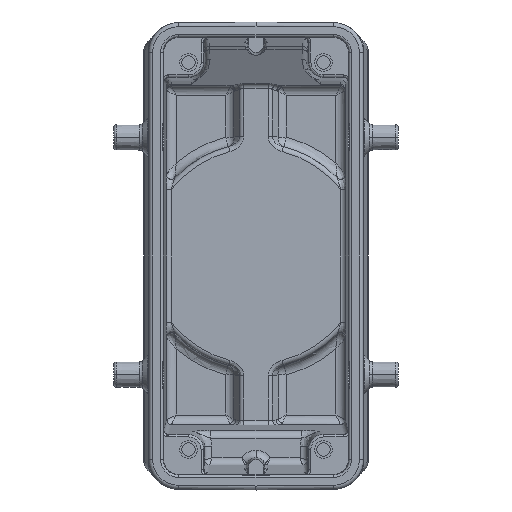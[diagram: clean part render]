
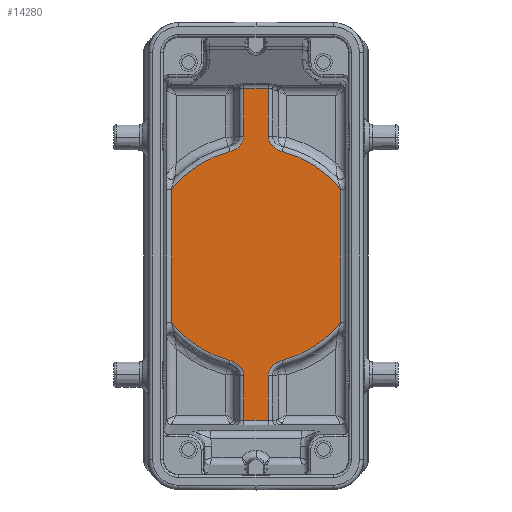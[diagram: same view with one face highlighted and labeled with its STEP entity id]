
A CAD part, front view. The second image highlights one B-rep face of the part: STEP entity #14280.
In plain terms, the highlighted planar face has unit normal (0, -1, 0).
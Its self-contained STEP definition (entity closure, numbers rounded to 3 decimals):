
#1283=DIRECTION('',(1.,0.,0.));
#1284=VECTOR('',#1283,4.93);
#1285=CARTESIAN_POINT('',(-2.465,15.415,33.528));
#1286=LINE('',#1285,#1284);
#1519=CARTESIAN_POINT('',(16.978,15.415,13.274));
#1556=DIRECTION('',(0.,0.,-1.));
#1557=VECTOR('',#1556,9.569);
#1558=CARTESIAN_POINT('',(2.465,15.415,33.528));
#1559=LINE('',#1558,#1557);
#1574=CARTESIAN_POINT('',(-5.238,15.415,
-20.905));
#1575=CARTESIAN_POINT('',(-5.057,15.415,
-20.95));
#1576=CARTESIAN_POINT('',(-4.705,15.415,
-21.062));
#1577=CARTESIAN_POINT('',(-4.289,15.415,
-21.256));
#1578=CARTESIAN_POINT('',(-3.971,15.415,
-21.445));
#1579=CARTESIAN_POINT('',(-3.742,15.415,
-21.605));
#1580=CARTESIAN_POINT('',(-3.526,15.415,
-21.779));
#1581=CARTESIAN_POINT('',(-3.325,15.415,
-21.969));
#1582=CARTESIAN_POINT('',(-3.139,15.415,
-22.175));
#1583=CARTESIAN_POINT('',(-2.969,15.415,
-22.398));
#1584=CARTESIAN_POINT('',(-2.821,15.415,
-22.634));
#1585=CARTESIAN_POINT('',(-2.654,15.415,
-22.962));
#1586=CARTESIAN_POINT('',(-2.505,15.415,
-23.409));
#1587=CARTESIAN_POINT('',(-2.465,15.415,
-23.775));
#1588=CARTESIAN_POINT('',(-2.465,15.415,
-23.96));
#1590=CARTESIAN_POINT('',(0.,15.415,0.));
#1591=DIRECTION('',(0.,-1.,0.));
#1592=DIRECTION('',(-0.788,0.,-0.616));
#1593=AXIS2_PLACEMENT_3D('',#1590,#1591,#1592);
#1595=CARTESIAN_POINT('',(0.,15.415,0.));
#1596=DIRECTION('',(0.,-1.,0.));
#1597=DIRECTION('',(-0.243,0.,0.97));
#1598=AXIS2_PLACEMENT_3D('',#1595,#1596,#1597);
#1600=CARTESIAN_POINT('',(-2.465,15.415,23.96));
#1601=CARTESIAN_POINT('',(-2.465,15.415,23.773));
#1602=CARTESIAN_POINT('',(-2.506,15.415,23.408));
#1603=CARTESIAN_POINT('',(-2.683,15.415,22.875));
#1604=CARTESIAN_POINT('',(-2.911,15.415,22.474));
#1605=CARTESIAN_POINT('',(-3.137,15.415,22.178));
#1606=CARTESIAN_POINT('',(-3.385,15.415,21.902));
#1607=CARTESIAN_POINT('',(-3.734,15.415,21.598));
#1608=CARTESIAN_POINT('',(-4.202,15.415,21.297));
#1609=CARTESIAN_POINT('',(-4.705,15.415,21.062));
#1610=CARTESIAN_POINT('',(-5.058,15.415,20.95));
#1611=CARTESIAN_POINT('',(-5.238,15.415,20.905));
#1613=CARTESIAN_POINT('',(5.238,15.415,20.905));
#1614=CARTESIAN_POINT('',(5.057,15.415,20.95));
#1615=CARTESIAN_POINT('',(4.705,15.415,21.062));
#1616=CARTESIAN_POINT('',(4.289,15.415,21.256));
#1617=CARTESIAN_POINT('',(3.971,15.415,21.445));
#1618=CARTESIAN_POINT('',(3.742,15.415,21.605));
#1619=CARTESIAN_POINT('',(3.526,15.415,21.779));
#1620=CARTESIAN_POINT('',(3.325,15.415,21.969));
#1621=CARTESIAN_POINT('',(3.139,15.415,22.175));
#1622=CARTESIAN_POINT('',(2.969,15.415,22.398));
#1623=CARTESIAN_POINT('',(2.821,15.415,22.634));
#1624=CARTESIAN_POINT('',(2.654,15.415,22.962));
#1625=CARTESIAN_POINT('',(2.505,15.415,23.409));
#1626=CARTESIAN_POINT('',(2.465,15.415,23.775));
#1627=CARTESIAN_POINT('',(2.465,15.415,23.96));
#1629=CARTESIAN_POINT('',(0.,15.415,0.));
#1630=DIRECTION('',(0.,-1.,0.));
#1631=DIRECTION('',(0.788,0.,0.616));
#1632=AXIS2_PLACEMENT_3D('',#1629,#1630,#1631);
#1634=CARTESIAN_POINT('',(0.,15.415,0.));
#1635=DIRECTION('',(0.,-1.,0.));
#1636=DIRECTION('',(0.243,0.,-0.97));
#1637=AXIS2_PLACEMENT_3D('',#1634,#1635,#1636);
#1639=CARTESIAN_POINT('',(2.465,15.415,-23.96));
#1640=CARTESIAN_POINT('',(2.465,15.415,-23.773));
#1641=CARTESIAN_POINT('',(2.506,15.415,-23.408));
#1642=CARTESIAN_POINT('',(2.683,15.415,-22.875));
#1643=CARTESIAN_POINT('',(2.911,15.415,-22.474));
#1644=CARTESIAN_POINT('',(3.137,15.415,-22.178));
#1645=CARTESIAN_POINT('',(3.385,15.415,-21.902));
#1646=CARTESIAN_POINT('',(3.734,15.415,-21.598));
#1647=CARTESIAN_POINT('',(4.202,15.415,-21.297));
#1648=CARTESIAN_POINT('',(4.705,15.415,-21.062));
#1649=CARTESIAN_POINT('',(5.058,15.415,-20.95));
#1650=CARTESIAN_POINT('',(5.238,15.415,-20.905));
#1656=CARTESIAN_POINT('',(2.465,15.415,-32.897));
#1662=DIRECTION('',(0.,0.,-1.));
#1663=VECTOR('',#1662,8.938);
#1664=CARTESIAN_POINT('',(2.465,15.415,-23.96));
#1665=LINE('',#1664,#1663);
#2718=DIRECTION('',(0.,0.,1.));
#2719=VECTOR('',#2718,26.547);
#2720=CARTESIAN_POINT('',(-16.978,15.415,
-13.274));
#2721=LINE('',#2720,#2719);
#2852=CARTESIAN_POINT('',(-2.465,15.415,33.528));
#2859=DIRECTION('',(0.,0.,1.));
#2860=VECTOR('',#2859,9.569);
#2861=CARTESIAN_POINT('',(-2.465,15.415,23.96));
#2862=LINE('',#2861,#2860);
#2890=CARTESIAN_POINT('',(-16.978,15.415,13.274));
#2996=DIRECTION('',(0.,0.,1.));
#2997=VECTOR('',#2996,8.938);
#2998=CARTESIAN_POINT('',(-2.465,15.415,
-32.897));
#2999=LINE('',#2998,#2997);
#3024=DIRECTION('',(-1.,0.,0.));
#3025=VECTOR('',#3024,4.93);
#3026=CARTESIAN_POINT('',(2.465,15.415,-32.897));
#3027=LINE('',#3026,#3025);
#3388=DIRECTION('',(0.,0.,-1.));
#3389=VECTOR('',#3388,26.547);
#3390=CARTESIAN_POINT('',(16.978,15.415,13.274));
#3391=LINE('',#3390,#3389);
#9229=CARTESIAN_POINT('',(2.465,15.415,33.528));
#9231=VERTEX_POINT('',#9229);
#9248=CARTESIAN_POINT('',(2.465,15.415,23.96));
#9250=VERTEX_POINT('',#9248);
#9264=CARTESIAN_POINT('',(-2.465,15.415,23.96));
#9265=VERTEX_POINT('',#9264);
#9266=VERTEX_POINT('',#2852);
#9267=CARTESIAN_POINT('',(5.238,15.415,20.905));
#9268=VERTEX_POINT('',#9267);
#9301=VERTEX_POINT('',#1519);
#9308=VERTEX_POINT('',#2890);
#9310=CARTESIAN_POINT('',(16.978,15.415,-13.274));
#9312=VERTEX_POINT('',#9310);
#9320=CARTESIAN_POINT('',(-5.238,15.415,20.905));
#9321=VERTEX_POINT('',#9320);
#9329=CARTESIAN_POINT('',(-5.238,15.415,
-20.905));
#9331=VERTEX_POINT('',#9329);
#9333=VERTEX_POINT('',#1656);
#9337=CARTESIAN_POINT('',(2.465,15.415,-23.96));
#9339=VERTEX_POINT('',#9337);
#9346=CARTESIAN_POINT('',(-2.465,15.415,
-23.96));
#9348=VERTEX_POINT('',#9346);
#9353=CARTESIAN_POINT('',(-16.978,15.415,
-13.274));
#9355=VERTEX_POINT('',#9353);
#9377=CARTESIAN_POINT('',(5.238,15.415,-20.905));
#9378=VERTEX_POINT('',#9377);
#9419=CARTESIAN_POINT('',(-2.465,15.415,
-32.897));
#9421=VERTEX_POINT('',#9419);
#14245=CARTESIAN_POINT('',(-3.,15.415,-500000.));
#14246=DIRECTION('',(0.,-1.,0.));
#14247=DIRECTION('',(0.,0.,-1.));
#14248=AXIS2_PLACEMENT_3D('',#14245,#14246,#14247);
#14249=PLANE('',#14248);
#14251=ORIENTED_EDGE('',*,*,#14250,.T.);
#14253=ORIENTED_EDGE('',*,*,#14252,.T.);
#14255=ORIENTED_EDGE('',*,*,#14254,.T.);
#14257=ORIENTED_EDGE('',*,*,#14256,.F.);
#14259=ORIENTED_EDGE('',*,*,#14258,.F.);
#14261=ORIENTED_EDGE('',*,*,#14260,.T.);
#14263=ORIENTED_EDGE('',*,*,#14262,.F.);
#14265=ORIENTED_EDGE('',*,*,#14264,.F.);
#14267=ORIENTED_EDGE('',*,*,#14266,.T.);
#14268=ORIENTED_EDGE('',*,*,#13307,.T.);
#14269=ORIENTED_EDGE('',*,*,#14227,.T.);
#14270=ORIENTED_EDGE('',*,*,#14213,.F.);
#14271=ORIENTED_EDGE('',*,*,#14098,.F.);
#14273=ORIENTED_EDGE('',*,*,#14272,.T.);
#14275=ORIENTED_EDGE('',*,*,#14274,.F.);
#14277=ORIENTED_EDGE('',*,*,#14276,.F.);
#14278=EDGE_LOOP('',(#14251,#14253,#14255,#14257,#14259,#14261,#14263,#14265,
#14267,#14268,#14269,#14270,#14271,#14273,#14275,#14277));
#14279=FACE_OUTER_BOUND('',#14278,.F.);
#1589=B_SPLINE_CURVE_WITH_KNOTS('',3,(#1574,#1575,#1576,#1577,#1578,#1579,#1580,
#1581,#1582,#1583,#1584,#1585,#1586,#1587,#1588),.UNSPECIFIED.,.F.,.F.,(4,1,1,1,
1,1,1,1,1,1,1,1,4),(0.,0.125,0.25,0.313,0.375,0.438,0.5,
0.563,0.625,0.688,0.75,0.875,1.),.UNSPECIFIED.);
#1594=CIRCLE('',#1593,21.551);
#1599=CIRCLE('',#1598,21.551);
#1612=B_SPLINE_CURVE_WITH_KNOTS('',3,(#1600,#1601,#1602,#1603,#1604,#1605,#1606,
#1607,#1608,#1609,#1610,#1611),.UNSPECIFIED.,.F.,.F.,(4,1,1,1,1,1,1,1,1,4),
(0.,0.125,0.25,0.375,0.438,0.5,0.625,0.75,0.875,1.),
.UNSPECIFIED.);
#1628=B_SPLINE_CURVE_WITH_KNOTS('',3,(#1613,#1614,#1615,#1616,#1617,#1618,#1619,
#1620,#1621,#1622,#1623,#1624,#1625,#1626,#1627),.UNSPECIFIED.,.F.,.F.,(4,1,1,1,
1,1,1,1,1,1,1,1,4),(0.,0.125,0.25,0.313,0.375,0.438,0.5,
0.563,0.625,0.688,0.75,0.875,1.),.UNSPECIFIED.);
#1633=CIRCLE('',#1632,21.551);
#1638=CIRCLE('',#1637,21.551);
#1651=B_SPLINE_CURVE_WITH_KNOTS('',3,(#1639,#1640,#1641,#1642,#1643,#1644,#1645,
#1646,#1647,#1648,#1649,#1650),.UNSPECIFIED.,.F.,.F.,(4,1,1,1,1,1,1,1,1,4),
(0.,0.125,0.25,0.375,0.438,0.5,0.625,0.75,0.875,1.),
.UNSPECIFIED.);
#13307=EDGE_CURVE('',#9266,#9231,#1286,.T.);
#14098=EDGE_CURVE('',#9301,#9268,#1633,.T.);
#14213=EDGE_CURVE('',#9268,#9250,#1628,.T.);
#14227=EDGE_CURVE('',#9231,#9250,#1559,.T.);
#14250=EDGE_CURVE('',#9339,#9333,#1665,.T.);
#14252=EDGE_CURVE('',#9333,#9421,#3027,.T.);
#14254=EDGE_CURVE('',#9421,#9348,#2999,.T.);
#14256=EDGE_CURVE('',#9331,#9348,#1589,.T.);
#14258=EDGE_CURVE('',#9355,#9331,#1594,.T.);
#14260=EDGE_CURVE('',#9355,#9308,#2721,.T.);
#14262=EDGE_CURVE('',#9321,#9308,#1599,.T.);
#14264=EDGE_CURVE('',#9265,#9321,#1612,.T.);
#14266=EDGE_CURVE('',#9265,#9266,#2862,.T.);
#14272=EDGE_CURVE('',#9301,#9312,#3391,.T.);
#14274=EDGE_CURVE('',#9378,#9312,#1638,.T.);
#14276=EDGE_CURVE('',#9339,#9378,#1651,.T.);
#14280=ADVANCED_FACE('',(#14279),#14249,.T.);
